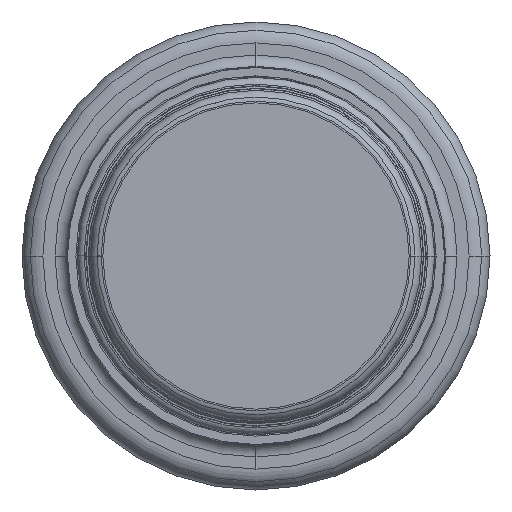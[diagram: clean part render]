
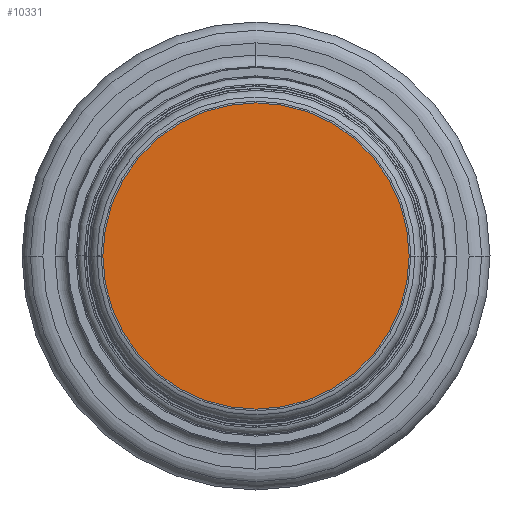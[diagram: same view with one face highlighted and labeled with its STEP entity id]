
A CAD part, left-side view. The second image highlights one B-rep face of the part: STEP entity #10331.
In plain terms, the highlighted face is planar.
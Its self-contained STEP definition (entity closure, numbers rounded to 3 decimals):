
#9739=CARTESIAN_POINT('',(-18.325,0.8,0.));
#9740=CARTESIAN_POINT('',(-18.325,0.8,0.002));
#9741=CARTESIAN_POINT('',(-18.325,0.8,0.005));
#9742=CARTESIAN_POINT('',(-18.325,0.8,0.007));
#9770=CARTESIAN_POINT('',(18.325,0.8,0.));
#9771=CARTESIAN_POINT('',(18.325,0.8,-0.002));
#9772=CARTESIAN_POINT('',(18.325,0.8,-0.005));
#9773=CARTESIAN_POINT('',(18.325,0.8,-0.007));
#9793=CARTESIAN_POINT('',(0.,0.8,0.));
#9794=DIRECTION('',(0.,-1.,0.));
#9795=DIRECTION('',(1.,0.,0.));
#9796=AXIS2_PLACEMENT_3D('',#9793,#9794,#9795);
#9801=CARTESIAN_POINT('',(0.,0.8,0.));
#9802=DIRECTION('',(0.,-1.,0.));
#9803=DIRECTION('',(-1.,0.,0.));
#9804=AXIS2_PLACEMENT_3D('',#9801,#9802,#9803);
#9900=CARTESIAN_POINT('',(-18.325,0.8,0.));
#9901=VERTEX_POINT('',#9900);
#9902=CARTESIAN_POINT('',(18.325,0.8,0.));
#9903=CARTESIAN_POINT('',(-18.325,0.8,0.007));
#9904=VERTEX_POINT('',#9902);
#9905=VERTEX_POINT('',#9903);
#9908=CARTESIAN_POINT('',(18.325,0.8,-0.007));
#9909=VERTEX_POINT('',#9908);
#10320=CARTESIAN_POINT('',(0.,0.8,0.));
#10321=DIRECTION('',(0.,1.,0.));
#10322=DIRECTION('',(1.,0.,0.));
#10323=AXIS2_PLACEMENT_3D('',#10320,#10321,#10322);
#10324=PLANE('',#10323);
#10325=ORIENTED_EDGE('',*,*,#10281,.T.);
#10326=ORIENTED_EDGE('',*,*,#10279,.F.);
#10327=ORIENTED_EDGE('',*,*,#10300,.T.);
#10328=ORIENTED_EDGE('',*,*,#10298,.F.);
#10329=EDGE_LOOP('',(#10325,#10326,#10327,#10328));
#10330=FACE_OUTER_BOUND('',#10329,.F.);
#9743=B_SPLINE_CURVE_WITH_KNOTS('',3,(#9739,#9740,#9741,#9742),.UNSPECIFIED.,
.F.,.F.,(4,4),(0.,1.),.UNSPECIFIED.);
#9774=B_SPLINE_CURVE_WITH_KNOTS('',3,(#9770,#9771,#9772,#9773),.UNSPECIFIED.,
.F.,.F.,(4,4),(0.,1.),.UNSPECIFIED.);
#9797=CIRCLE('',#9796,18.325);
#9805=CIRCLE('',#9804,18.325);
#10279=EDGE_CURVE('',#9901,#9905,#9743,.T.);
#10281=EDGE_CURVE('',#9904,#9905,#9797,.T.);
#10298=EDGE_CURVE('',#9904,#9909,#9774,.T.);
#10300=EDGE_CURVE('',#9901,#9909,#9805,.T.);
#10331=ADVANCED_FACE('',(#10330),#10324,.T.);
